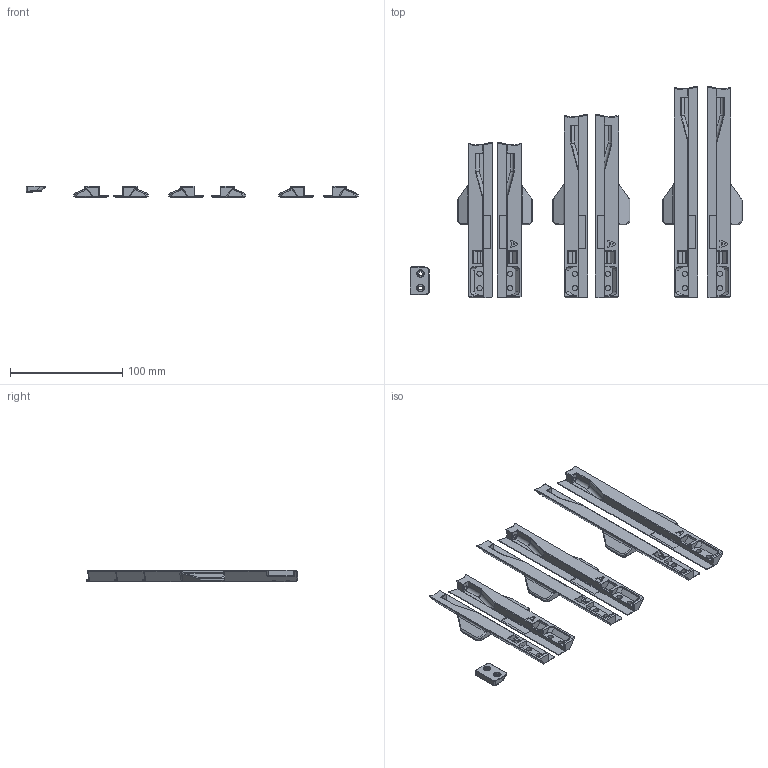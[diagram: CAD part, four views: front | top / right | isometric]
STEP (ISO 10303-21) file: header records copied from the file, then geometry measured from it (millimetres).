
FILE_DESCRIPTION(/* description */ ('','CAx-IF Rec.Pracs.---Representation and Presentation of Product Manufacturing Information (PMI)---4.0---2014-10-13'),/* implementation_level */ '2;1');
FILE_NAME(/* name */ 'Monolith_Panels_v71 modified horizontal door x2 v1.step',/* time_stamp */ '2025-01-16T16:49:51+01:00',/* author */ (''),/* organization */ (''),/* preprocessor_version */ 'ST-DEVELOPER v20',/* originating_system */ 'Autodesk Translation Framework v13.20.0.188',/* authorisation */ '');
FILE_SCHEMA (('AP242_MANAGED_MODEL_BASED_3D_ENGINEERING_MIM_LF { 1 0 10303 442 1 1 4 }'));
Length unit declared in the file: millimetre
Products named in the file (8): Monolith_Panels_v71 modified horizontal door x2 v1; Monolith_Panels_v71 modified door handle clamp x2 v1; Monolith_Panels_v71 250mm door bottom left v1; Monolith_Panels_v71 250mm door bottom right v1; Monolith_Panels_v71 300mm door bottom left v1; Monolith_Panels_v71 300mm door bottom right v1; Monolith_Panels_v71 350mm door bottom left v1; Monolith_Panels_v71 350mm door bottom right v1
Assembly tree (7 placements, depth 2):
  Monolith_Panels_v71 modified horizontal door x2 v1
    Monolith_Panels_v71 modified door handle clamp x2 v1
    Monolith_Panels_v71 250mm door bottom left v1
    Monolith_Panels_v71 250mm door bottom right v1
    Monolith_Panels_v71 300mm door bottom left v1
    Monolith_Panels_v71 300mm door bottom right v1
    Monolith_Panels_v71 350mm door bottom left v1
    Monolith_Panels_v71 350mm door bottom right v1
Bounding box: 296 x 188.5 x 10.4 mm (x, y, z)
Volume: 104988.8 mm3; surface area: 64442 mm2
Topology: 7 solids, 7 shells, 881 faces, 2295 edges, 1422 vertices
Faces by surface type: plane 520, cylinder 203, bspline 96, cone 56, sphere 6
Full cylindrical faces by diameter (mm): 3.4 x8, 4.7 x12, 6 x2
Entity records: 29005 total; most frequent: CARTESIAN_POINT 7657, ORIENTED_EDGE 4554, DIRECTION 4153, EDGE_CURVE 2277, LINE 1581, VECTOR 1581, VERTEX_POINT 1422, AXIS2_PLACEMENT_3D 1286
